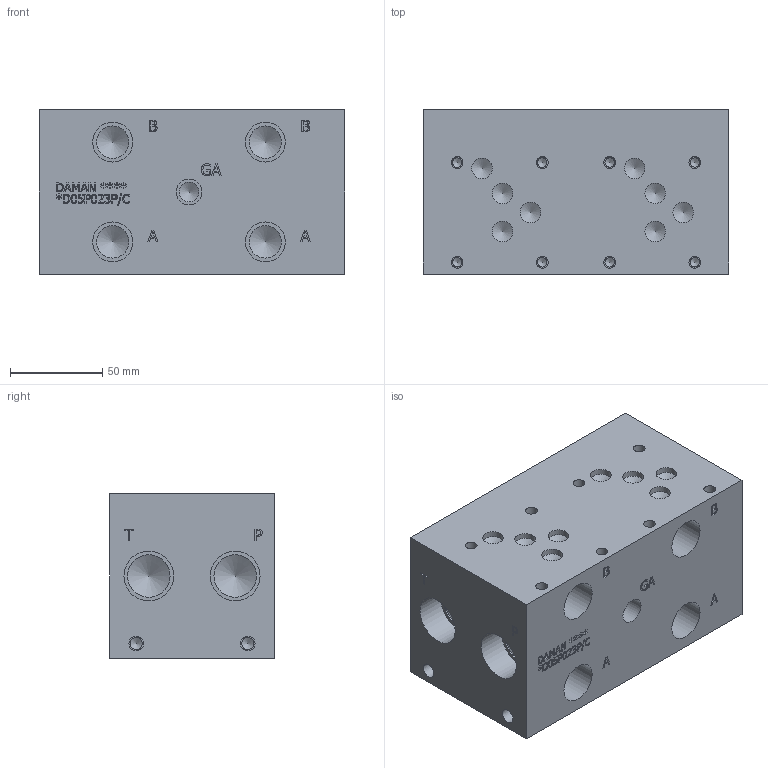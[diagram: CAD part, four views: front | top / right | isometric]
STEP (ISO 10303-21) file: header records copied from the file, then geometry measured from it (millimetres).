
FILE_DESCRIPTION(/* description */ (''),/* implementation_level */ '2;1');
FILE_NAME(/* name */ '_D05P023P_C.stp',/* time_stamp */ '2020-05-12T10:48:00-04:00',/* author */ ('alexanderw'),/* organization */ (''),/* preprocessor_version */ 'ST-DEVELOPER v17',/* originating_system */ 'Autodesk Inventor 2019',/* authorisation */ '');
FILE_SCHEMA (('AUTOMOTIVE_DESIGN { 1 0 10303 214 3 1 1 }'));
Length unit declared in the file: millimetre
Products named in the file (1): Part_AD05P023P~C_3D
Bounding box: 165.1 x 88.9 x 88.9 mm (x, y, z)
Volume: 1213136.4 mm3; surface area: 94389.1 mm2
Topology: 1 solids, 1 shells, 623 faces, 1708 edges, 1157 vertices
Faces by surface type: plane 360, bspline 173, cylinder 56, cone 34
Full cylindrical faces by diameter (mm): 5.105 x8, 6.35 x8, 6.528 x4, 7.925 x4, 10.719 x1, 11.113 x1, 11.125 x7, 13.868 x1, 14.29 x1, 15.9 x1, 17.475 x4, 20.62 x1, 21.59 x4, 22.23 x1, 22.54 x1, 23.012 x4, 26.924 x4, 30.16 x1
Entity records: 21022 total; most frequent: CARTESIAN_POINT 5708, ORIENTED_EDGE 3356, DIRECTION 2439, EDGE_CURVE 1678, VERTEX_POINT 1157, LINE 1127, VECTOR 1127, EDGE_LOOP 723
